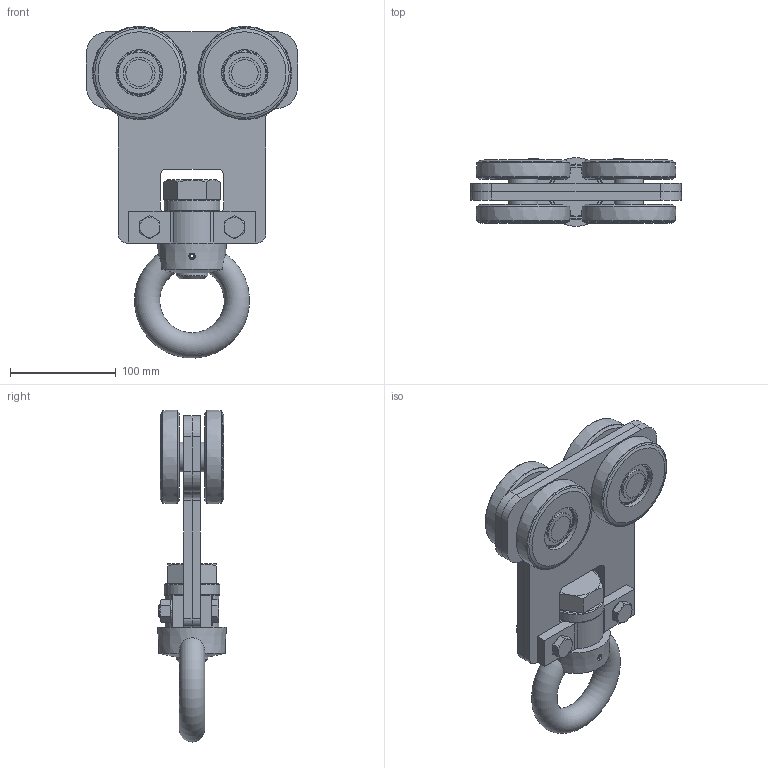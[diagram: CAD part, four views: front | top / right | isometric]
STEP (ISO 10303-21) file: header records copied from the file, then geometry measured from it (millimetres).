
FILE_DESCRIPTION(('STEP AP214'),'1');
FILE_NAME('PMH Åkvagn 724Ri.stp','2013-08-05T14:00:48',(' '),(' '),'Spatial InterOp 3D',' ',' ');
FILE_SCHEMA(('automotive_design'));
Length unit declared in the file: millimetre
Products named in the file (41): PMH Profilskena akvagn 724Ri; NAUO36; NAUO35; NAUO34; NAUO33; NAUO32; NAUO31; NAUO30; NAUO29; NAUO28; NAUO27; NAUO26; NAUO25; NAUO24; NAUO23; NAUO22; NAUO21; NAUO20; NAUO19; NAUO18; NAUO17; NAUO16; NAUO15; NAUO14; NAUO13; NAUO12; NAUO11; NAUO10; NAUO9; NAUO8; NAUO7; NAUO6; NAUO5; NAUO4; NAUO3; NAUO2; NAUO1
Assembly tree (40 placements, depth 2):
  PMH Profilskena akvagn 724Ri
    NAUO36
    NAUO35
    NAUO34
    NAUO34
    NAUO33
    NAUO32
    NAUO31
    NAUO30
    NAUO30
    NAUO29
    NAUO28
    NAUO27
    NAUO26
    NAUO26
    NAUO25
    NAUO24
    NAUO23
    NAUO22
    NAUO21
    NAUO20
    NAUO19
    NAUO18
    NAUO17
    NAUO16
    NAUO15
    NAUO14
    NAUO13
    NAUO12
    NAUO11
    NAUO11
    NAUO10
    NAUO9
    NAUO8
    NAUO7
    NAUO6
    NAUO5
    NAUO4
    NAUO3
    NAUO2
    NAUO1
Bounding box: 200 x 65 x 314.36 mm (x, y, z)
Volume: 1200305.3 mm3; surface area: 324795.9 mm2
Topology: 40 solids, 40 shells, 465 faces, 971 edges, 629 vertices
Faces by surface type: plane 205, cylinder 149, cone 87, torus 20, bspline 4
Full cylindrical faces by diameter (mm): 6 x3, 10.106 x2, 12 x2, 13 x8, 18.88 x2, 20 x6, 20.1 x4, 20.2 x4, 20.5 x4, 23.752 x1, 28 x4, 29 x16, 30 x5, 30.3 x1, 31.5 x8, 40.5 x8, 43.6 x8, 44 x16, 53 x1
Entity records: 16959 total; most frequent: CARTESIAN_POINT 3061, DIRECTION 2084, ORIENTED_EDGE 1500, AXIS2_PLACEMENT_3D 918, EDGE_LOOP 776, EDGE_CURVE 750, FACE_OUTER_BOUND 592, VERTEX_POINT 588
